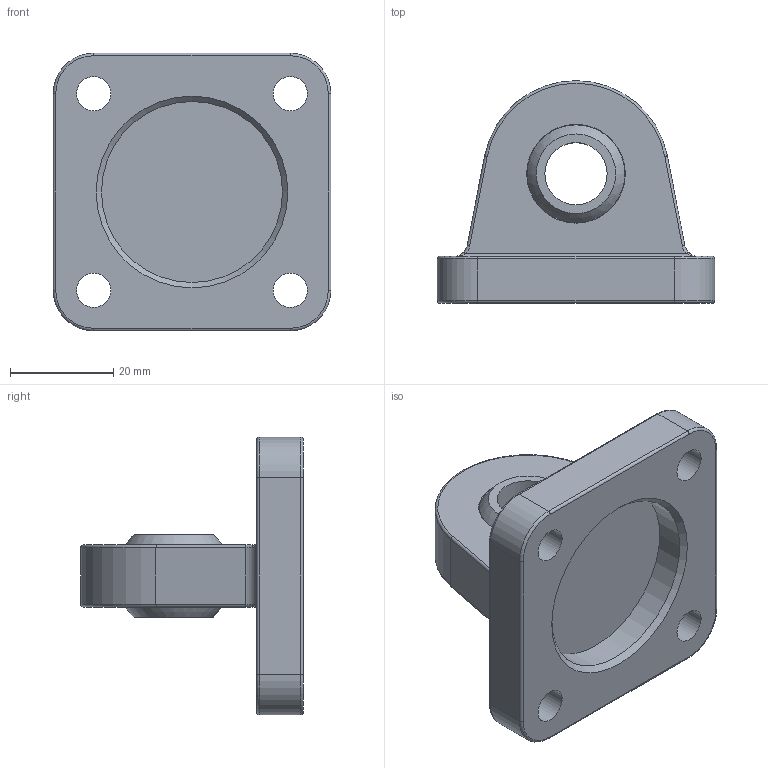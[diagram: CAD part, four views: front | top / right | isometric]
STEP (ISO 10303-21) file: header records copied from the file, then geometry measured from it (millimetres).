
FILE_DESCRIPTION(/* description */ (''),/* implementation_level */ '2;1');
FILE_NAME(/* name */ 'c-cu40.stp',/* time_stamp */ '2015-12-09T13:32:44+01:00',/* author */ (''),/* organization */ (''),/* preprocessor_version */ 'ST-DEVELOPER v15.2',/* originating_system */ 'Autodesk Translator Framework v2.0.0.5431',/* authorisation */ '');
FILE_SCHEMA (('AUTOMOTIVE_DESIGN { 1 0 10303 214 3 1 1 }'));
Products named in the file (1): (Unsaved)
Bounding box: 53.7 x 43 x 53.7 mm (x, y, z)
Volume: 29813.6 mm3; surface area: 12090.4 mm2
Topology: 1 solids, 1 shells, 1197 faces, 3318 edges, 2176 vertices
Faces by surface type: bspline 767, plane 378, cylinder 33, torus 16, sphere 2, cone 1
Full cylindrical faces by diameter (mm): 6.6 x4, 11 x4, 12.04 x1, 35 x1
Entity records: 45091 total; most frequent: CARTESIAN_POINT 19833, ORIENTED_EDGE 6628, EDGE_CURVE 3294, DIRECTION 2710, VERTEX_POINT 2169, LINE 1674, VECTOR 1674, B_SPLINE_CURVE_WITH_KNOTS 1533
